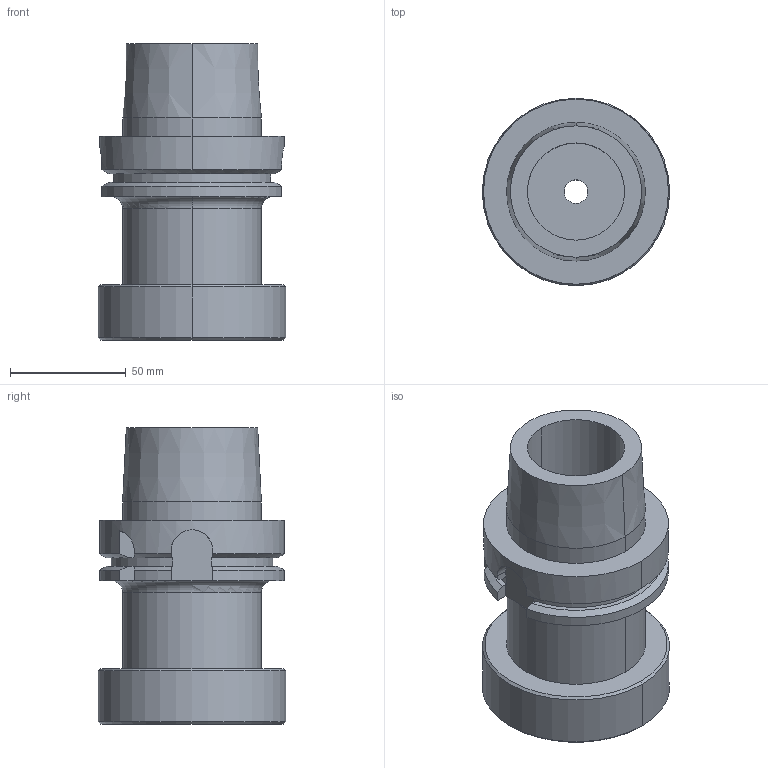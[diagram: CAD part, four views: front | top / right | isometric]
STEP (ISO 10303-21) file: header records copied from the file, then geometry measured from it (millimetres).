
FILE_DESCRIPTION((''),'2;1');
FILE_NAME('8432908156','2022-02-16T15:00:13',('thiemer'),(''),'CREO PARAMETRIC BY PTC INC, 2021164','CREO PARAMETRIC BY PTC INC, 2021164','');
FILE_SCHEMA(('AUTOMOTIVE_DESIGN { 1 0 10303 214 1 1 1 1 }'));
Length unit declared in the file: millimetre
Products named in the file (1): 8432908156
Bounding box: 81 x 81 x 128 mm (x, y, z)
Volume: 358120.5 mm3; surface area: 52892.1 mm2
Topology: 1 solids, 1 shells, 67 faces, 172 edges, 112 vertices
Faces by surface type: plane 28, cylinder 25, cone 12, torus 2
Entity records: 2982 total; most frequent: CARTESIAN_POINT 505, DIRECTION 397, ORIENTED_EDGE 344, PRESENTATION_STYLE_ASSIGNMENT 184, STYLED_ITEM 184, CURVE_STYLE 183, EDGE_CURVE 172, AXIS2_PLACEMENT_3D 152
